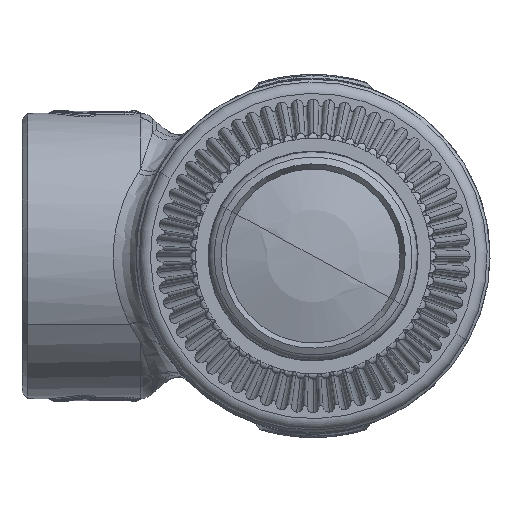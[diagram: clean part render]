
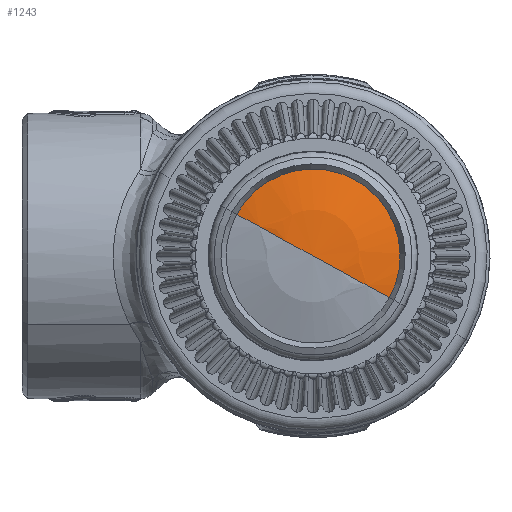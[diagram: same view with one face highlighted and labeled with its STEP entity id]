
A CAD part, left-side view. The second image highlights one B-rep face of the part: STEP entity #1243.
In plain terms, the highlighted spherical face has radius 23.557 mm.
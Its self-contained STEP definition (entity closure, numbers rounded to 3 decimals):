
#787=CARTESIAN_POINT('Vertex',(-44.5,-7.021,-3.835)) ;
#794=CARTESIAN_POINT('Vertex',(-44.5,7.021,3.835)) ;
#823=CARTESIAN_POINT('Axis2P3D Location',(-44.5,0.,0.)) ;
#1194=CARTESIAN_POINT('Axis2P3D Location',(-22.343,0.,0.)) ;
#1199=CARTESIAN_POINT('Axis2P3D Location',(-22.343,0.,0.)) ;
#1203=CARTESIAN_POINT('Vertex',(-45.9,0.,0.)) ;
#1206=CARTESIAN_POINT('Axis2P3D Location',(-22.343,0.,0.)) ;
#824=DIRECTION('Axis2P3D Direction',(1.,0.,-0.)) ;
#1195=DIRECTION('Axis2P3D Direction',(1.,0.,-0.)) ;
#1196=DIRECTION('Axis2P3D XDirection',(0.,0.878,0.479)) ;
#1200=DIRECTION('Axis2P3D Direction',(0.,-0.479,0.878)) ;
#1207=DIRECTION('Axis2P3D Direction',(0.,0.479,-0.878)) ;
#825=AXIS2_PLACEMENT_3D('Circle Axis2P3D',#823,#824,$) ;
#1197=AXIS2_PLACEMENT_3D('Sphere Axis2P3D',#1194,#1195,#1196) ;
#1201=AXIS2_PLACEMENT_3D('Circle Axis2P3D',#1199,#1200,$) ;
#1208=AXIS2_PLACEMENT_3D('Circle Axis2P3D',#1206,#1207,$) ;
#826=CIRCLE('generated circle',#825,8.) ;
#1202=CIRCLE('generated circle',#1201,23.557) ;
#1209=CIRCLE('generated circle',#1208,23.557) ;
#1198=SPHERICAL_SURFACE('',#1197,23.557) ;
#827=EDGE_CURVE('',#795,#788,#826,.T.) ;
#1205=EDGE_CURVE('',#788,#1204,#1202,.F.) ;
#1210=EDGE_CURVE('',#795,#1204,#1209,.F.) ;
#1239=ORIENTED_EDGE('',*,*,#827,.F.) ;
#1240=ORIENTED_EDGE('',*,*,#1210,.T.) ;
#1241=ORIENTED_EDGE('',*,*,#1205,.F.) ;
#1238=EDGE_LOOP('',(#1239,#1240,#1241)) ;
#788=VERTEX_POINT('',#787) ;
#795=VERTEX_POINT('',#794) ;
#1204=VERTEX_POINT('',#1203) ;
#1243=ADVANCED_FACE('PartBody',(#1242),#1198,.T.) ;
#1242=FACE_OUTER_BOUND('',#1238,.T.) ;
